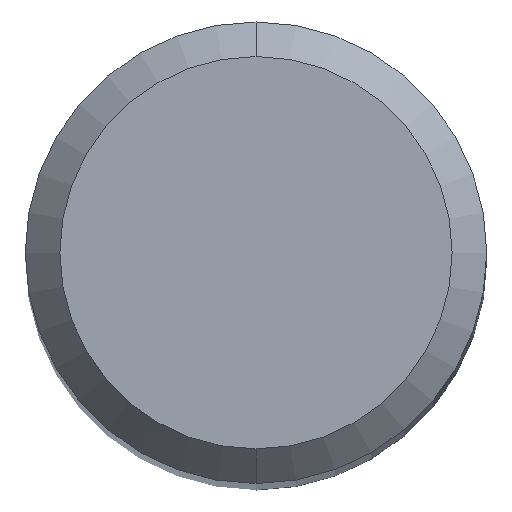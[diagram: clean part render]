
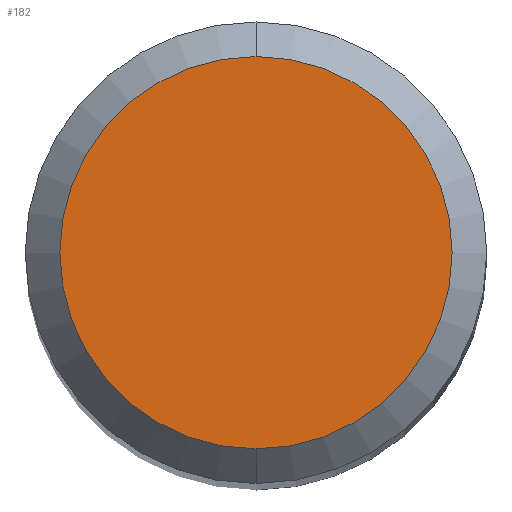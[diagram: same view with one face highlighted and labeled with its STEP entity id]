
A CAD part, top view. The second image highlights one B-rep face of the part: STEP entity #182.
In plain terms, the highlighted planar face has unit normal (0, 0, 1).
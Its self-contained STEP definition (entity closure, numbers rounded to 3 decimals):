
#180=EDGE_CURVE('',#442,#228,#473,.T.);
#182=ADVANCED_FACE('',(#475),#476,.T.);
#228=VERTEX_POINT('',#524);
#340=EDGE_CURVE('',#228,#442,#648,.T.);
#442=VERTEX_POINT('',#764);
#473=CIRCLE('',#843,1.7);
#475=FACE_OUTER_BOUND('',#845,.T.);
#476=PLANE('',#846);
#524=CARTESIAN_POINT('',(0.0,1.7,0.0));
#648=CIRCLE('',#1204,1.7);
#764=CARTESIAN_POINT('',(0.,-1.7,0.0));
#843=AXIS2_PLACEMENT_3D('',#1387,#1388,#1389);
#845=EDGE_LOOP('',(#1391,#1392));
#846=AXIS2_PLACEMENT_3D('',#1393,#1394,#1395);
#1204=AXIS2_PLACEMENT_3D('',#1574,#1575,#1576);
#1387=CARTESIAN_POINT('',(0.0,0.0,0.0));
#1388=DIRECTION('',(0.0,0.0,-1.0));
#1389=DIRECTION('',(0.0,1.0,0.0));
#1391=ORIENTED_EDGE('',*,*,#340,.F.);
#1392=ORIENTED_EDGE('',*,*,#180,.F.);
#1393=CARTESIAN_POINT('',(0.0,0.85,0.0));
#1394=DIRECTION('',(-0.0,0.0,1.0));
#1395=DIRECTION('',(0.0,-1.0,0.0));
#1574=CARTESIAN_POINT('',(0.0,0.0,0.0));
#1575=DIRECTION('',(0.0,0.0,-1.0));
#1576=DIRECTION('',(0.0,1.0,0.0));
